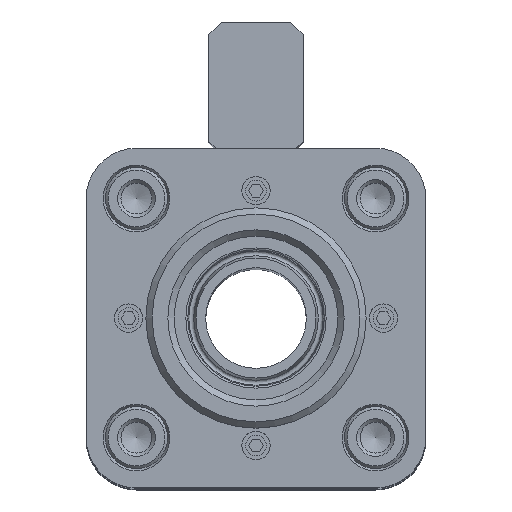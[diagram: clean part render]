
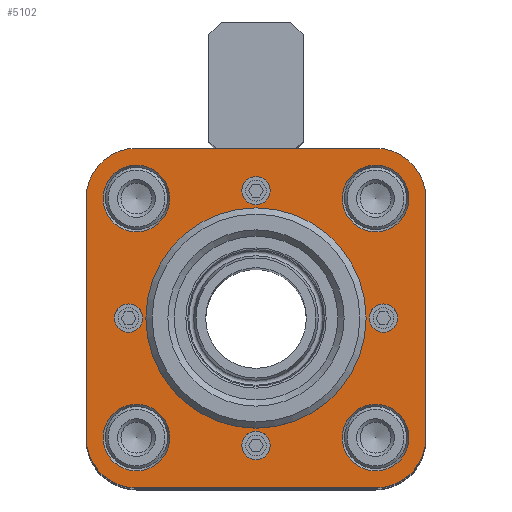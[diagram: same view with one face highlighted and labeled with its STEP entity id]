
A CAD part, top view. The second image highlights one B-rep face of the part: STEP entity #5102.
In plain terms, the highlighted planar face has unit normal (0, 0, 1).
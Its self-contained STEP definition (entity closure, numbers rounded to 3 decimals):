
#298=LINE('',#8124,#692);
#302=LINE('',#8134,#696);
#305=LINE('',#8142,#699);
#308=LINE('',#8150,#702);
#692=VECTOR('',#6522,1000.);
#696=VECTOR('',#6532,1000.);
#699=VECTOR('',#6541,1000.);
#702=VECTOR('',#6550,1000.);
#938=PLANE('',#5576);
#1712=ORIENTED_EDGE('',*,*,#2852,.T.);
#1713=ORIENTED_EDGE('',*,*,#2853,.T.);
#1714=ORIENTED_EDGE('',*,*,#2854,.T.);
#1715=ORIENTED_EDGE('',*,*,#2855,.T.);
#1716=ORIENTED_EDGE('',*,*,#2856,.T.);
#1717=ORIENTED_EDGE('',*,*,#2857,.T.);
#1718=ORIENTED_EDGE('',*,*,#2858,.T.);
#1719=ORIENTED_EDGE('',*,*,#2859,.T.);
#1720=ORIENTED_EDGE('',*,*,#2860,.T.);
#1721=ORIENTED_EDGE('',*,*,#2837,.T.);
#1722=ORIENTED_EDGE('',*,*,#2840,.T.);
#1723=ORIENTED_EDGE('',*,*,#2842,.T.);
#1724=ORIENTED_EDGE('',*,*,#2844,.T.);
#1725=ORIENTED_EDGE('',*,*,#2846,.T.);
#1726=ORIENTED_EDGE('',*,*,#2848,.T.);
#1727=ORIENTED_EDGE('',*,*,#2850,.T.);
#1728=ORIENTED_EDGE('',*,*,#2851,.T.);
#2837=EDGE_CURVE('',#3439,#3438,#298,.T.);
#2840=EDGE_CURVE('',#3438,#3440,#3802,.T.);
#2842=EDGE_CURVE('',#3440,#3441,#302,.T.);
#2844=EDGE_CURVE('',#3441,#3442,#3803,.T.);
#2846=EDGE_CURVE('',#3442,#3443,#305,.T.);
#2848=EDGE_CURVE('',#3443,#3444,#3804,.T.);
#2850=EDGE_CURVE('',#3444,#3445,#308,.T.);
#2851=EDGE_CURVE('',#3445,#3439,#3805,.T.);
#2852=EDGE_CURVE('',#3446,#3446,#3806,.F.);
#2853=EDGE_CURVE('',#3447,#3447,#3807,.F.);
#2854=EDGE_CURVE('',#3448,#3448,#3808,.F.);
#2855=EDGE_CURVE('',#3449,#3449,#3809,.F.);
#2856=EDGE_CURVE('',#3450,#3450,#3810,.T.);
#2857=EDGE_CURVE('',#3451,#3451,#3811,.T.);
#2858=EDGE_CURVE('',#3452,#3452,#3812,.T.);
#2859=EDGE_CURVE('',#3453,#3453,#3813,.T.);
#2860=EDGE_CURVE('',#3454,#3454,#3814,.T.);
#3438=VERTEX_POINT('',#8123);
#3439=VERTEX_POINT('',#8125);
#3440=VERTEX_POINT('',#8129);
#3441=VERTEX_POINT('',#8133);
#3442=VERTEX_POINT('',#8137);
#3443=VERTEX_POINT('',#8141);
#3444=VERTEX_POINT('',#8145);
#3445=VERTEX_POINT('',#8149);
#3446=VERTEX_POINT('',#8155);
#3447=VERTEX_POINT('',#8157);
#3448=VERTEX_POINT('',#8159);
#3449=VERTEX_POINT('',#8161);
#3450=VERTEX_POINT('',#8163);
#3451=VERTEX_POINT('',#8165);
#3452=VERTEX_POINT('',#8167);
#3453=VERTEX_POINT('',#8169);
#3454=VERTEX_POINT('',#8171);
#3802=CIRCLE('',#5566,8.);
#3803=CIRCLE('',#5569,8.);
#3804=CIRCLE('',#5572,8.);
#3805=CIRCLE('',#5575,8.);
#3806=CIRCLE('',#5577,5.3);
#3807=CIRCLE('',#5578,5.3);
#3808=CIRCLE('',#5579,5.3);
#3809=CIRCLE('',#5580,5.3);
#3810=CIRCLE('',#5581,2.25);
#3811=CIRCLE('',#5582,2.25);
#3812=CIRCLE('',#5583,2.25);
#3813=CIRCLE('',#5584,2.25);
#3814=CIRCLE('',#5585,17.5);
#4046=EDGE_LOOP('',(#1712));
#4047=EDGE_LOOP('',(#1713));
#4048=EDGE_LOOP('',(#1714));
#4049=EDGE_LOOP('',(#1715));
#4050=EDGE_LOOP('',(#1716));
#4051=EDGE_LOOP('',(#1717));
#4052=EDGE_LOOP('',(#1718));
#4053=EDGE_LOOP('',(#1719));
#4054=EDGE_LOOP('',(#1720));
#4055=EDGE_LOOP('',(#1721,#1722,#1723,#1724,#1725,#1726,#1727,#1728));
#4541=FACE_BOUND('',#4046,.T.);
#4542=FACE_BOUND('',#4047,.T.);
#4543=FACE_BOUND('',#4048,.T.);
#4544=FACE_BOUND('',#4049,.T.);
#4545=FACE_BOUND('',#4050,.T.);
#4546=FACE_BOUND('',#4051,.T.);
#4547=FACE_BOUND('',#4052,.T.);
#4548=FACE_BOUND('',#4053,.T.);
#4549=FACE_BOUND('',#4054,.T.);
#4550=FACE_BOUND('',#4055,.T.);
#5102=ADVANCED_FACE('',(#4541,#4542,#4543,#4544,#4545,#4546,#4547,#4548,
#4549,#4550),#938,.T.);
#5566=AXIS2_PLACEMENT_3D('',#8130,#6527,#6528);
#5569=AXIS2_PLACEMENT_3D('',#8138,#6536,#6537);
#5572=AXIS2_PLACEMENT_3D('',#8146,#6545,#6546);
#5575=AXIS2_PLACEMENT_3D('',#8152,#6553,#6554);
#5576=AXIS2_PLACEMENT_3D('',#8153,#6555,#6556);
#5577=AXIS2_PLACEMENT_3D('',#8154,#6557,#6558);
#5578=AXIS2_PLACEMENT_3D('',#8156,#6559,#6560);
#5579=AXIS2_PLACEMENT_3D('',#8158,#6561,#6562);
#5580=AXIS2_PLACEMENT_3D('',#8160,#6563,#6564);
#5581=AXIS2_PLACEMENT_3D('',#8162,#6565,#6566);
#5582=AXIS2_PLACEMENT_3D('',#8164,#6567,#6568);
#5583=AXIS2_PLACEMENT_3D('',#8166,#6569,#6570);
#5584=AXIS2_PLACEMENT_3D('',#8168,#6571,#6572);
#5585=AXIS2_PLACEMENT_3D('',#8170,#6573,#6574);
#6522=DIRECTION('',(0.,-1.,0.));
#6527=DIRECTION('',(0.,0.,1.));
#6528=DIRECTION('',(1.,0.,0.));
#6532=DIRECTION('',(1.,0.,0.));
#6536=DIRECTION('',(0.,0.,1.));
#6537=DIRECTION('',(1.,0.,0.));
#6541=DIRECTION('',(0.,1.,0.));
#6545=DIRECTION('',(0.,0.,1.));
#6546=DIRECTION('',(1.,0.,0.));
#6550=DIRECTION('',(-1.,0.,0.));
#6553=DIRECTION('',(0.,0.,1.));
#6554=DIRECTION('',(1.,0.,0.));
#6555=DIRECTION('',(0.,0.,1.));
#6556=DIRECTION('',(1.,0.,0.));
#6557=DIRECTION('',(0.,0.,1.));
#6558=DIRECTION('',(1.,0.,0.));
#6559=DIRECTION('',(0.,0.,1.));
#6560=DIRECTION('',(1.,0.,0.));
#6561=DIRECTION('',(0.,0.,1.));
#6562=DIRECTION('',(1.,0.,0.));
#6563=DIRECTION('',(0.,0.,1.));
#6564=DIRECTION('',(1.,0.,0.));
#6565=DIRECTION('',(0.,0.,-1.));
#6566=DIRECTION('',(-1.,0.,0.));
#6567=DIRECTION('',(0.,0.,-1.));
#6568=DIRECTION('',(-1.,0.,0.));
#6569=DIRECTION('',(0.,0.,-1.));
#6570=DIRECTION('',(-1.,0.,0.));
#6571=DIRECTION('',(0.,0.,-1.));
#6572=DIRECTION('',(-1.,0.,0.));
#6573=DIRECTION('',(0.,0.,-1.));
#6574=DIRECTION('',(-1.,0.,0.));
#8123=CARTESIAN_POINT('',(-27.,-19.,186.));
#8124=CARTESIAN_POINT('',(-27.,19.,186.));
#8125=CARTESIAN_POINT('',(-27.,19.,186.));
#8129=CARTESIAN_POINT('',(-19.,-27.,186.));
#8130=CARTESIAN_POINT('',(-19.,-19.,186.));
#8133=CARTESIAN_POINT('',(19.,-27.,186.));
#8134=CARTESIAN_POINT('',(-19.,-27.,186.));
#8137=CARTESIAN_POINT('',(27.,-19.,186.));
#8138=CARTESIAN_POINT('',(19.,-19.,186.));
#8141=CARTESIAN_POINT('',(27.,19.,186.));
#8142=CARTESIAN_POINT('',(27.,-19.,186.));
#8145=CARTESIAN_POINT('',(19.,27.,186.));
#8146=CARTESIAN_POINT('',(19.,19.,186.));
#8149=CARTESIAN_POINT('',(-19.,27.,186.));
#8150=CARTESIAN_POINT('',(19.,27.,186.));
#8152=CARTESIAN_POINT('',(-19.,19.,186.));
#8153=CARTESIAN_POINT('',(-19.,-19.,186.));
#8154=CARTESIAN_POINT('',(-19.,-19.,186.));
#8155=CARTESIAN_POINT('',(-13.7,-19.,186.));
#8156=CARTESIAN_POINT('',(-19.,19.,186.));
#8157=CARTESIAN_POINT('',(-13.7,19.,186.));
#8158=CARTESIAN_POINT('',(19.,-19.,186.));
#8159=CARTESIAN_POINT('',(24.3,-19.,186.));
#8160=CARTESIAN_POINT('',(19.,19.,186.));
#8161=CARTESIAN_POINT('',(24.3,19.,186.));
#8162=CARTESIAN_POINT('',(20.25,0.,186.));
#8163=CARTESIAN_POINT('',(18.,0.,186.));
#8164=CARTESIAN_POINT('',(-20.25,0.,186.));
#8165=CARTESIAN_POINT('',(-22.5,0.,186.));
#8166=CARTESIAN_POINT('',(0.,-20.25,186.));
#8167=CARTESIAN_POINT('',(-2.25,-20.25,186.));
#8168=CARTESIAN_POINT('',(0.,20.25,186.));
#8169=CARTESIAN_POINT('',(-2.25,20.25,186.));
#8170=CARTESIAN_POINT('',(0.,0.,186.));
#8171=CARTESIAN_POINT('',(-17.5,0.,186.));
